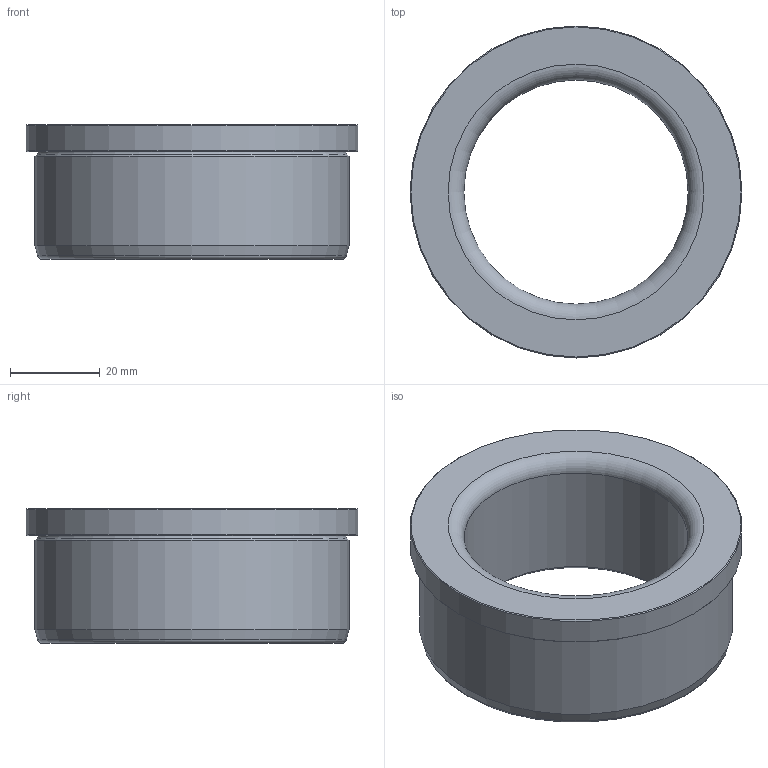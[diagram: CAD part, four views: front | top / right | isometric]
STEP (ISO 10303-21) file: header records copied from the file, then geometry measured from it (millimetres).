
FILE_DESCRIPTION( ( 'Unknown' ), '1' );
FILE_NAME( 'PT59-5074-30.stp', 'Unknown', ( 'Unknown' ), ( 'Unknown' ), 'PSStep 16.0.42', 'Unknown', ' ' );
FILE_SCHEMA( ( 'AUTOMOTIVE_DESIGN { 1 0 10303 214 1 1 1 1 }' ) );
Length unit declared in the file: millimetre
Products named in the file (1): 1
Bounding box: 74 x 74 x 30 mm (x, y, z)
Volume: 58143.6 mm3; surface area: 15851.4 mm2
Topology: 1 solids, 1 shells, 15 faces, 28 edges, 16 vertices
Faces by surface type: cone 6, cylinder 3, plane 3, torus 3
Full cylindrical faces by diameter (mm): 50 x1, 70 x1, 74 x1
Entity records: 444 total; most frequent: DIRECTION 62, CARTESIAN_POINT 46, AXIS2_PLACEMENT_3D 31, EDGE_LOOP 30, ORIENTED_EDGE 30, FACE_OUTER_BOUND 21, STYLED_ITEM 15, PRESENTATION_STYLE_ASSIGNMENT 15
